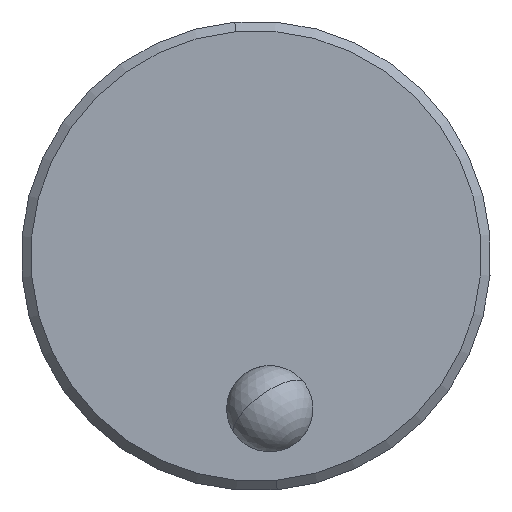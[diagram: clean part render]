
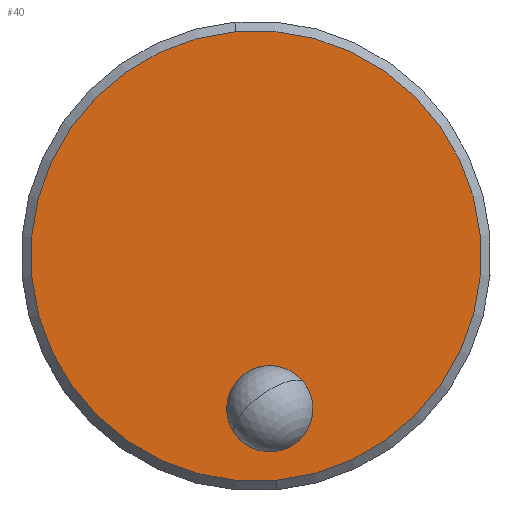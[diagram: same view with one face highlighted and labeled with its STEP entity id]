
A CAD part, left-side view. The second image highlights one B-rep face of the part: STEP entity #40.
In plain terms, the highlighted planar face has unit normal (-1, 0, 0).
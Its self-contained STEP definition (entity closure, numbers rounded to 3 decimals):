
#1 = EDGE_CURVE ( 'NONE', #241, #188, #336, .T. ) ;
#2 = ORIENTED_EDGE ( 'NONE', *, *, #1, .F. ) ;
#22 = EDGE_CURVE ( 'NONE', #23, #24, #411, .T. ) ;
#23 = VERTEX_POINT ( 'NONE', #540 ) ;
#24 = VERTEX_POINT ( 'NONE', #537 ) ;
#32 = ORIENTED_EDGE ( 'NONE', *, *, #240, .F. ) ;
#40 = ADVANCED_FACE ( 'NONE', ( #463, #462 ), #501, .T. ) ;
#41 = EDGE_LOOP ( 'NONE', ( #42, #44 ) ) ;
#42 = ORIENTED_EDGE ( 'NONE', *, *, #43, .T. ) ;
#43 = EDGE_CURVE ( 'NONE', #24, #23, #484, .T. ) ;
#44 = ORIENTED_EDGE ( 'NONE', *, *, #22, .T. ) ;
#45 = EDGE_LOOP ( 'NONE', ( #2, #32 ) ) ;
#188 = VERTEX_POINT ( 'NONE', #979 ) ;
#240 = EDGE_CURVE ( 'NONE', #188, #241, #1183, .T. ) ;
#241 = VERTEX_POINT ( 'NONE', #1178 ) ;
#336 = CIRCLE ( 'NONE', #371, 1.143 ) ;
#368 = DIRECTION ( 'NONE',  ( 0., 0.09, 0.996 ) ) ;
#369 = DIRECTION ( 'NONE',  ( -1., 0., 0. ) ) ;
#370 = CARTESIAN_POINT ( 'NONE',  ( -28.787, 1.217, -6.15 ) ) ;
#371 = AXIS2_PLACEMENT_3D ( 'NONE', #370, #369, #368 ) ;
#410 = AXIS2_PLACEMENT_3D ( 'NONE', #531, #530, #513 ) ;
#411 = CIRCLE ( 'NONE', #410, 5.969 ) ;
#462 = FACE_BOUND ( 'NONE', #45, .T. ) ;
#463 = FACE_OUTER_BOUND ( 'NONE', #41, .T. ) ;
#480 = DIRECTION ( 'NONE',  ( 0., 0.09, 0.996 ) ) ;
#481 = DIRECTION ( 'NONE',  ( -1., 0., 0. ) ) ;
#482 = CARTESIAN_POINT ( 'NONE',  ( -28.787, 1.583, -2.103 ) ) ;
#483 = AXIS2_PLACEMENT_3D ( 'NONE', #482, #481, #480 ) ;
#484 = CIRCLE ( 'NONE', #483, 5.969 ) ;
#485 = DIRECTION ( 'NONE',  ( 0., 0.09, 0.996 ) ) ;
#486 = DIRECTION ( 'NONE',  ( -1., 0., 0. ) ) ;
#487 = CARTESIAN_POINT ( 'NONE',  ( -28.787, 1.583, -2.103 ) ) ;
#488 = AXIS2_PLACEMENT_3D ( 'NONE', #487, #486, #485 ) ;
#501 = PLANE ( 'NONE',  #488 ) ;
#513 = DIRECTION ( 'NONE',  ( 0., 0.09, 0.996 ) ) ;
#530 = DIRECTION ( 'NONE',  ( -1., 0., 0. ) ) ;
#531 = CARTESIAN_POINT ( 'NONE',  ( -28.787, 1.583, -2.103 ) ) ;
#537 = CARTESIAN_POINT ( 'NONE',  ( -28.787, 1.046, -8.048 ) ) ;
#540 = CARTESIAN_POINT ( 'NONE',  ( -28.787, 2.121, 3.842 ) ) ;
#979 = CARTESIAN_POINT ( 'NONE',  ( -28.787, 1.114, -7.289 ) ) ;
#1178 = CARTESIAN_POINT ( 'NONE',  ( -28.787, 1.32, -5.012 ) ) ;
#1179 = DIRECTION ( 'NONE',  ( 0., 0.09, 0.996 ) ) ;
#1180 = DIRECTION ( 'NONE',  ( -1., 0., 0. ) ) ;
#1181 = CARTESIAN_POINT ( 'NONE',  ( -28.787, 1.217, -6.15 ) ) ;
#1182 = AXIS2_PLACEMENT_3D ( 'NONE', #1181, #1180, #1179 ) ;
#1183 = CIRCLE ( 'NONE', #1182, 1.143 ) ;
